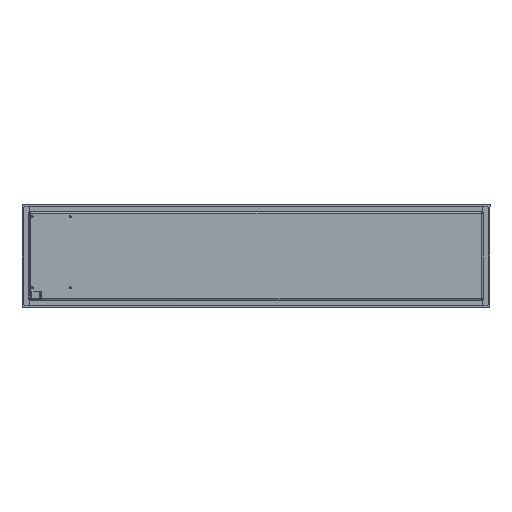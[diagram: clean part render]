
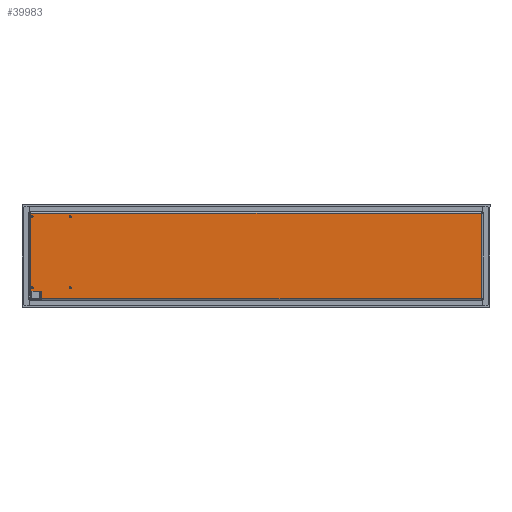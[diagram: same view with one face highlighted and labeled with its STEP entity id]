
A CAD part, front view. The second image highlights one B-rep face of the part: STEP entity #39983.
In plain terms, the highlighted planar face has unit normal (0, -1, 0).
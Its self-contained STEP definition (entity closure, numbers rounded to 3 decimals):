
#303 = AXIS2_PLACEMENT_3D ( 'NONE', #49855, #54973, #55364 ) ;
#1180 = CARTESIAN_POINT ( 'NONE',  ( 459.4, -160., -86.9 ) ) ;
#1368 = DIRECTION ( 'NONE',  ( 1., 0., 0. ) ) ;
#3892 = FACE_BOUND ( 'NONE', #15592, .T. ) ;
#4473 = DIRECTION ( 'NONE',  ( 0., 0., -1. ) ) ;
#4584 = LINE ( 'NONE', #21524, #43053 ) ;
#5115 = ORIENTED_EDGE ( 'NONE', *, *, #30690, .T. ) ;
#6541 = CARTESIAN_POINT ( 'NONE',  ( 0., -160., 86.9 ) ) ;
#7292 = CARTESIAN_POINT ( 'NONE',  ( 0., -160., -72.4 ) ) ;
#8529 = VERTEX_POINT ( 'NONE', #8902 ) ;
#8902 = CARTESIAN_POINT ( 'NONE',  ( -457., -160., 78. ) ) ;
#9536 = EDGE_LOOP ( 'NONE', ( #10911 ) ) ;
#9706 = ORIENTED_EDGE ( 'NONE', *, *, #53665, .T. ) ;
#9929 = VERTEX_POINT ( 'NONE', #60716 ) ;
#10911 = ORIENTED_EDGE ( 'NONE', *, *, #50315, .F. ) ;
#12287 = EDGE_LOOP ( 'NONE', ( #69049 ) ) ;
#12988 = VECTOR ( 'NONE', #1368, 1000. ) ;
#14048 = VECTOR ( 'NONE', #4473, 1000. ) ;
#14650 = EDGE_LOOP ( 'NONE', ( #66267 ) ) ;
#14697 = VERTEX_POINT ( 'NONE', #35358 ) ;
#15411 = CARTESIAN_POINT ( 'NONE',  ( -459.4, -160., -72.4 ) ) ;
#15592 = EDGE_LOOP ( 'NONE', ( #34264 ) ) ;
#16026 = VECTOR ( 'NONE', #32816, 1000. ) ;
#16126 = FACE_BOUND ( 'NONE', #14650, .T. ) ;
#16932 = DIRECTION ( 'NONE',  ( 0., -1., 0. ) ) ;
#19340 = EDGE_CURVE ( 'NONE', #8529, #8529, #71427, .T. ) ;
#20638 = VERTEX_POINT ( 'NONE', #69906 ) ;
#21524 = CARTESIAN_POINT ( 'NONE',  ( -459.4, -160., 87.793 ) ) ;
#21752 = CARTESIAN_POINT ( 'NONE',  ( -437., -160., -72.4 ) ) ;
#22805 = FACE_OUTER_BOUND ( 'NONE', #74895, .T. ) ;
#25027 = LINE ( 'NONE', #7292, #12988 ) ;
#27391 = EDGE_CURVE ( 'NONE', #50512, #58890, #72219, .T. ) ;
#28339 = DIRECTION ( 'NONE',  ( 0., 0., -1. ) ) ;
#29630 = ORIENTED_EDGE ( 'NONE', *, *, #48136, .F. ) ;
#30218 = AXIS2_PLACEMENT_3D ( 'NONE', #76053, #45698, #28339 ) ;
#30598 = DIRECTION ( 'NONE',  ( -1., 0., 0. ) ) ;
#30690 = EDGE_CURVE ( 'NONE', #14697, #76845, #4584, .T. ) ;
#31878 = VECTOR ( 'NONE', #60001, 1000. ) ;
#32816 = DIRECTION ( 'NONE',  ( -1., 0., 0. ) ) ;
#33023 = DIRECTION ( 'NONE',  ( 0., -1., 0. ) ) ;
#33107 = EDGE_CURVE ( 'NONE', #20638, #20638, #53218, .T. ) ;
#33665 = CARTESIAN_POINT ( 'NONE',  ( 459.4, -160., 87.793 ) ) ;
#34264 = ORIENTED_EDGE ( 'NONE', *, *, #19340, .F. ) ;
#35358 = CARTESIAN_POINT ( 'NONE',  ( -459.4, -160., 86.9 ) ) ;
#35951 = CARTESIAN_POINT ( 'NONE',  ( -437., -160., 0. ) ) ;
#36508 = ORIENTED_EDGE ( 'NONE', *, *, #27391, .F. ) ;
#36514 = LINE ( 'NONE', #6541, #47912 ) ;
#39573 = CIRCLE ( 'NONE', #52166, 2. ) ;
#39983 = ADVANCED_FACE ( 'NONE', ( #76836, #63837, #16126, #3892, #22805 ), #40189, .T. ) ;
#40189 = PLANE ( 'NONE',  #30218 ) ;
#42275 = CARTESIAN_POINT ( 'NONE',  ( -379., -160., 78. ) ) ;
#43053 = VECTOR ( 'NONE', #52671, 1000. ) ;
#43853 = EDGE_CURVE ( 'NONE', #73009, #73009, #39573, .T. ) ;
#45698 = DIRECTION ( 'NONE',  ( 0., -1., 0. ) ) ;
#46275 = AXIS2_PLACEMENT_3D ( 'NONE', #69282, #33023, #57055 ) ;
#47912 = VECTOR ( 'NONE', #30598, 1000. ) ;
#48071 = CARTESIAN_POINT ( 'NONE',  ( -379., -160., -65. ) ) ;
#48136 = EDGE_CURVE ( 'NONE', #69305, #50512, #50923, .T. ) ;
#49855 = CARTESIAN_POINT ( 'NONE',  ( -457., -160., -65. ) ) ;
#50315 = EDGE_CURVE ( 'NONE', #52454, #52454, #55295, .T. ) ;
#50512 = VERTEX_POINT ( 'NONE', #75239 ) ;
#50923 = LINE ( 'NONE', #62396, #16026 ) ;
#51901 = EDGE_CURVE ( 'NONE', #9929, #14697, #36514, .T. ) ;
#52166 = AXIS2_PLACEMENT_3D ( 'NONE', #65039, #16932, #58734 ) ;
#52454 = VERTEX_POINT ( 'NONE', #70987 ) ;
#52671 = DIRECTION ( 'NONE',  ( 0., 0., -1. ) ) ;
#53218 = CIRCLE ( 'NONE', #303, 2. ) ;
#53665 = EDGE_CURVE ( 'NONE', #76845, #58890, #25027, .T. ) ;
#54973 = DIRECTION ( 'NONE',  ( 0., -1., 0. ) ) ;
#55295 = CIRCLE ( 'NONE', #69208, 2. ) ;
#55364 = DIRECTION ( 'NONE',  ( 0., 0., -1. ) ) ;
#57055 = DIRECTION ( 'NONE',  ( 0., 0., -1. ) ) ;
#57430 = ORIENTED_EDGE ( 'NONE', *, *, #51901, .T. ) ;
#58734 = DIRECTION ( 'NONE',  ( 0., 0., -1. ) ) ;
#58890 = VERTEX_POINT ( 'NONE', #21752 ) ;
#59135 = DIRECTION ( 'NONE',  ( 0., 0., -1. ) ) ;
#60001 = DIRECTION ( 'NONE',  ( 0., 0., 1. ) ) ;
#60716 = CARTESIAN_POINT ( 'NONE',  ( 459.4, -160., 86.9 ) ) ;
#62396 = CARTESIAN_POINT ( 'NONE',  ( 0., -160., -86.9 ) ) ;
#63614 = LINE ( 'NONE', #33665, #14048 ) ;
#63837 = FACE_BOUND ( 'NONE', #9536, .T. ) ;
#65039 = CARTESIAN_POINT ( 'NONE',  ( -379., -160., 80. ) ) ;
#66267 = ORIENTED_EDGE ( 'NONE', *, *, #33107, .F. ) ;
#69049 = ORIENTED_EDGE ( 'NONE', *, *, #43853, .F. ) ;
#69208 = AXIS2_PLACEMENT_3D ( 'NONE', #48071, #70980, #59135 ) ;
#69282 = CARTESIAN_POINT ( 'NONE',  ( -457., -160., 80. ) ) ;
#69305 = VERTEX_POINT ( 'NONE', #1180 ) ;
#69906 = CARTESIAN_POINT ( 'NONE',  ( -457., -160., -67. ) ) ;
#70980 = DIRECTION ( 'NONE',  ( 0., -1., 0. ) ) ;
#70987 = CARTESIAN_POINT ( 'NONE',  ( -379., -160., -67. ) ) ;
#71427 = CIRCLE ( 'NONE', #46275, 2. ) ;
#72219 = LINE ( 'NONE', #35951, #31878 ) ;
#73009 = VERTEX_POINT ( 'NONE', #42275 ) ;
#74895 = EDGE_LOOP ( 'NONE', ( #5115, #9706, #36508, #29630, #76609, #57430 ) ) ;
#75239 = CARTESIAN_POINT ( 'NONE',  ( -437., -160., -86.9 ) ) ;
#76053 = CARTESIAN_POINT ( 'NONE',  ( 0., -160., 0. ) ) ;
#76487 = EDGE_CURVE ( 'NONE', #9929, #69305, #63614, .T. ) ;
#76609 = ORIENTED_EDGE ( 'NONE', *, *, #76487, .F. ) ;
#76836 = FACE_BOUND ( 'NONE', #12287, .T. ) ;
#76845 = VERTEX_POINT ( 'NONE', #15411 ) ;
